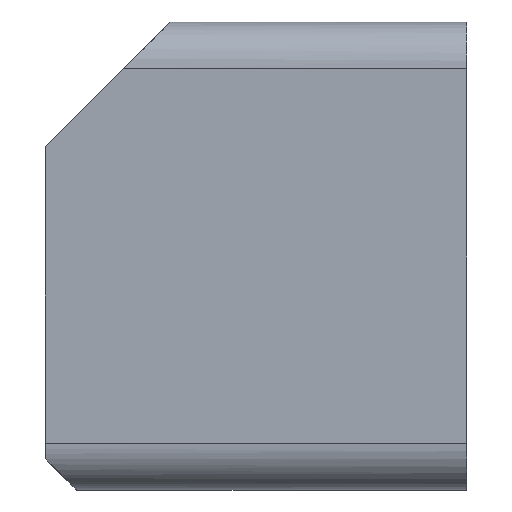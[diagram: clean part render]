
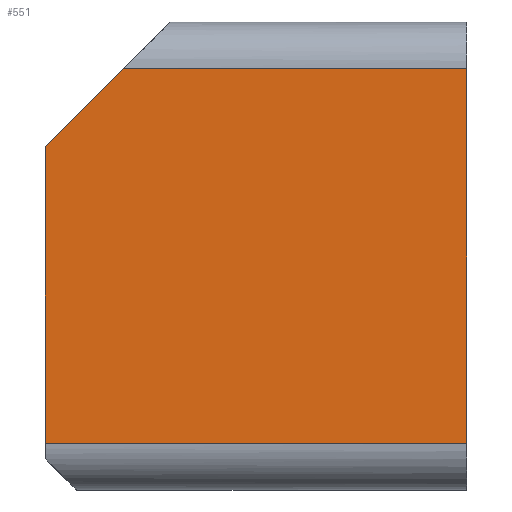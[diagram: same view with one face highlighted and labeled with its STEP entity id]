
A CAD part, left-side view. The second image highlights one B-rep face of the part: STEP entity #551.
In plain terms, the highlighted planar face has unit normal (-1, 0, 0).
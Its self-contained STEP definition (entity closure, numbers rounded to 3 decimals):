
#39 = CARTESIAN_POINT ( 'NONE',  ( -30., 27., -10. ) ) ;
#45 = DIRECTION ( 'NONE',  ( 0., 0., 1. ) ) ;
#67 = CARTESIAN_POINT ( 'NONE',  ( -30., 27., -10. ) ) ;
#71 = CARTESIAN_POINT ( 'NONE',  ( -30., 27., -7. ) ) ;
#83 = ORIENTED_EDGE ( 'NONE', *, *, #129, .T. ) ;
#87 = AXIS2_PLACEMENT_3D ( 'NONE', #39, #695, #381 ) ;
#90 = DIRECTION ( 'NONE',  ( 0., 0., 1. ) ) ;
#111 = CARTESIAN_POINT ( 'NONE',  ( -30., 0., -10. ) ) ;
#129 = EDGE_CURVE ( 'NONE', #478, #306, #567, .T. ) ;
#142 = CARTESIAN_POINT ( 'NONE',  ( -30., 0., -7. ) ) ;
#152 = VECTOR ( 'NONE', #357, 1000. ) ;
#178 = EDGE_CURVE ( 'NONE', #456, #478, #376, .T. ) ;
#248 = LINE ( 'NONE', #67, #648 ) ;
#249 = CARTESIAN_POINT ( 'NONE',  ( -30., 0., 17. ) ) ;
#281 = CARTESIAN_POINT ( 'NONE',  ( -30., 27., 12. ) ) ;
#288 = LINE ( 'NONE', #326, #656 ) ;
#306 = VERTEX_POINT ( 'NONE', #249 ) ;
#308 = ORIENTED_EDGE ( 'NONE', *, *, #511, .T. ) ;
#326 = CARTESIAN_POINT ( 'NONE',  ( -30., 27., 17. ) ) ;
#357 = DIRECTION ( 'NONE',  ( 0., 0.707, -0.707 ) ) ;
#359 = ORIENTED_EDGE ( 'NONE', *, *, #178, .T. ) ;
#370 = CARTESIAN_POINT ( 'NONE',  ( -30., 27., 12. ) ) ;
#376 = LINE ( 'NONE', #678, #433 ) ;
#381 = DIRECTION ( 'NONE',  ( 0., 0., -1. ) ) ;
#387 = VECTOR ( 'NONE', #90, 1000. ) ;
#433 = VECTOR ( 'NONE', #680, 1000. ) ;
#453 = LINE ( 'NONE', #370, #152 ) ;
#456 = VERTEX_POINT ( 'NONE', #71 ) ;
#478 = VERTEX_POINT ( 'NONE', #142 ) ;
#501 = VERTEX_POINT ( 'NONE', #281 ) ;
#511 = EDGE_CURVE ( 'NONE', #306, #527, #288, .T. ) ;
#524 = EDGE_LOOP ( 'NONE', ( #615, #359, #83, #308, #601 ) ) ;
#527 = VERTEX_POINT ( 'NONE', #677 ) ;
#544 = EDGE_CURVE ( 'NONE', #527, #501, #453, .T. ) ;
#551 = ADVANCED_FACE ( 'NONE', ( #704 ), #693, .F. ) ;
#567 = LINE ( 'NONE', #111, #387 ) ;
#600 = DIRECTION ( 'NONE',  ( 0., 1., 0. ) ) ;
#601 = ORIENTED_EDGE ( 'NONE', *, *, #544, .T. ) ;
#615 = ORIENTED_EDGE ( 'NONE', *, *, #664, .F. ) ;
#648 = VECTOR ( 'NONE', #45, 1000. ) ;
#656 = VECTOR ( 'NONE', #600, 1000. ) ;
#664 = EDGE_CURVE ( 'NONE', #456, #501, #248, .T. ) ;
#677 = CARTESIAN_POINT ( 'NONE',  ( -30., 22., 17. ) ) ;
#678 = CARTESIAN_POINT ( 'NONE',  ( -30., 27., -7. ) ) ;
#680 = DIRECTION ( 'NONE',  ( 0., -1., 0. ) ) ;
#693 = PLANE ( 'NONE',  #87 ) ;
#695 = DIRECTION ( 'NONE',  ( 1., 0., 0. ) ) ;
#704 = FACE_OUTER_BOUND ( 'NONE', #524, .T. ) ;
